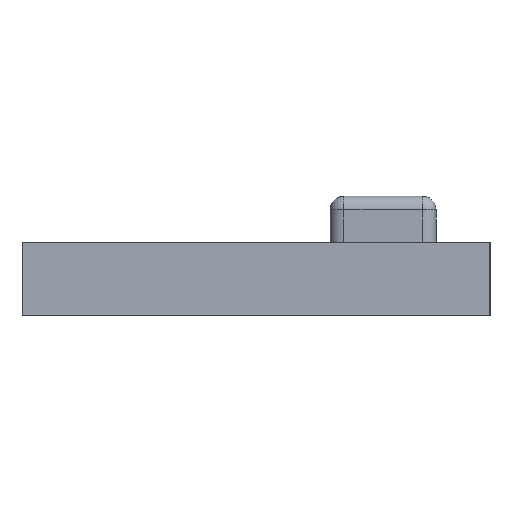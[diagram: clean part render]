
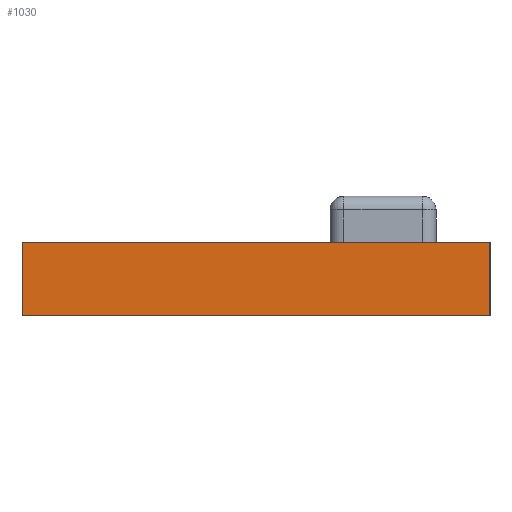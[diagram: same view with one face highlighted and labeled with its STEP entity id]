
A CAD part, left-side view. The second image highlights one B-rep face of the part: STEP entity #1030.
In plain terms, the highlighted planar face has unit normal (-1, 0, 0).
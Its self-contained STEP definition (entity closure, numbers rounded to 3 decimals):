
#32 = PLANE('',#33);
#33 = AXIS2_PLACEMENT_3D('',#34,#35,#36);
#34 = CARTESIAN_POINT('',(-1.25,1.3,1.6));
#35 = DIRECTION('',(0.,0.,1.));
#36 = DIRECTION('',(1.,0.,0.));
#261 = VERTEX_POINT('',#262);
#262 = CARTESIAN_POINT('',(-1.25,1.3,1.6));
#278 = PLANE('',#279);
#279 = AXIS2_PLACEMENT_3D('',#280,#281,#282);
#280 = CARTESIAN_POINT('',(-1.25,1.3,0.));
#281 = DIRECTION('',(0.,1.,0.));
#282 = DIRECTION('',(1.,0.,0.));
#290 = EDGE_CURVE('',#291,#261,#293,.T.);
#291 = VERTEX_POINT('',#292);
#292 = CARTESIAN_POINT('',(-1.25,-8.86,1.6));
#293 = SURFACE_CURVE('',#294,(#298,#305),.PCURVE_S1.);
#294 = LINE('',#295,#296);
#295 = CARTESIAN_POINT('',(-1.25,-8.86,1.6));
#296 = VECTOR('',#297,1.);
#297 = DIRECTION('',(0.,1.,0.));
#298 = PCURVE('',#32,#299);
#299 = DEFINITIONAL_REPRESENTATION('',(#300),#304);
#300 = LINE('',#301,#302);
#301 = CARTESIAN_POINT('',(0.,-10.16));
#302 = VECTOR('',#303,1.);
#303 = DIRECTION('',(0.,1.));
#304 = ( GEOMETRIC_REPRESENTATION_CONTEXT(2) 
PARAMETRIC_REPRESENTATION_CONTEXT() REPRESENTATION_CONTEXT('2D SPACE',''
  ) );
#305 = PCURVE('',#306,#311);
#306 = PLANE('',#307);
#307 = AXIS2_PLACEMENT_3D('',#308,#309,#310);
#308 = CARTESIAN_POINT('',(-1.25,-8.86,0.));
#309 = DIRECTION('',(-1.,0.,0.));
#310 = DIRECTION('',(0.,1.,0.));
#311 = DEFINITIONAL_REPRESENTATION('',(#312),#316);
#312 = LINE('',#313,#314);
#313 = CARTESIAN_POINT('',(0.,-1.6));
#314 = VECTOR('',#315,1.);
#315 = DIRECTION('',(1.,0.));
#316 = ( GEOMETRIC_REPRESENTATION_CONTEXT(2) 
PARAMETRIC_REPRESENTATION_CONTEXT() REPRESENTATION_CONTEXT('2D SPACE',''
  ) );
#334 = PLANE('',#335);
#335 = AXIS2_PLACEMENT_3D('',#336,#337,#338);
#336 = CARTESIAN_POINT('',(12.72,-8.86,0.));
#337 = DIRECTION('',(0.,-1.,0.));
#338 = DIRECTION('',(-1.,0.,0.));
#958 = EDGE_CURVE('',#959,#261,#961,.T.);
#959 = VERTEX_POINT('',#960);
#960 = CARTESIAN_POINT('',(-1.25,1.3,0.));
#961 = SURFACE_CURVE('',#962,(#966,#973),.PCURVE_S1.);
#962 = LINE('',#963,#964);
#963 = CARTESIAN_POINT('',(-1.25,1.3,0.));
#964 = VECTOR('',#965,1.);
#965 = DIRECTION('',(0.,0.,1.));
#966 = PCURVE('',#278,#967);
#967 = DEFINITIONAL_REPRESENTATION('',(#968),#972);
#968 = LINE('',#969,#970);
#969 = CARTESIAN_POINT('',(0.,0.));
#970 = VECTOR('',#971,1.);
#971 = DIRECTION('',(0.,-1.));
#972 = ( GEOMETRIC_REPRESENTATION_CONTEXT(2) 
PARAMETRIC_REPRESENTATION_CONTEXT() REPRESENTATION_CONTEXT('2D SPACE',''
  ) );
#973 = PCURVE('',#306,#974);
#974 = DEFINITIONAL_REPRESENTATION('',(#975),#979);
#975 = LINE('',#976,#977);
#976 = CARTESIAN_POINT('',(10.16,0.));
#977 = VECTOR('',#978,1.);
#978 = DIRECTION('',(0.,-1.));
#979 = ( GEOMETRIC_REPRESENTATION_CONTEXT(2) 
PARAMETRIC_REPRESENTATION_CONTEXT() REPRESENTATION_CONTEXT('2D SPACE',''
  ) );
#1019 = PLANE('',#1020);
#1020 = AXIS2_PLACEMENT_3D('',#1021,#1022,#1023);
#1021 = CARTESIAN_POINT('',(-1.25,1.3,0.));
#1022 = DIRECTION('',(0.,0.,1.));
#1023 = DIRECTION('',(1.,0.,0.));
#1030 = ADVANCED_FACE('',(#1031),#306,.T.);
#1031 = FACE_BOUND('',#1032,.T.);
#1032 = EDGE_LOOP('',(#1033,#1056,#1057,#1058));
#1033 = ORIENTED_EDGE('',*,*,#1034,.T.);
#1034 = EDGE_CURVE('',#1035,#291,#1037,.T.);
#1035 = VERTEX_POINT('',#1036);
#1036 = CARTESIAN_POINT('',(-1.25,-8.86,0.));
#1037 = SURFACE_CURVE('',#1038,(#1042,#1049),.PCURVE_S1.);
#1038 = LINE('',#1039,#1040);
#1039 = CARTESIAN_POINT('',(-1.25,-8.86,0.));
#1040 = VECTOR('',#1041,1.);
#1041 = DIRECTION('',(0.,0.,1.));
#1042 = PCURVE('',#306,#1043);
#1043 = DEFINITIONAL_REPRESENTATION('',(#1044),#1048);
#1044 = LINE('',#1045,#1046);
#1045 = CARTESIAN_POINT('',(0.,0.));
#1046 = VECTOR('',#1047,1.);
#1047 = DIRECTION('',(0.,-1.));
#1048 = ( GEOMETRIC_REPRESENTATION_CONTEXT(2) 
PARAMETRIC_REPRESENTATION_CONTEXT() REPRESENTATION_CONTEXT('2D SPACE',''
  ) );
#1049 = PCURVE('',#334,#1050);
#1050 = DEFINITIONAL_REPRESENTATION('',(#1051),#1055);
#1051 = LINE('',#1052,#1053);
#1052 = CARTESIAN_POINT('',(13.97,0.));
#1053 = VECTOR('',#1054,1.);
#1054 = DIRECTION('',(0.,-1.));
#1055 = ( GEOMETRIC_REPRESENTATION_CONTEXT(2) 
PARAMETRIC_REPRESENTATION_CONTEXT() REPRESENTATION_CONTEXT('2D SPACE',''
  ) );
#1056 = ORIENTED_EDGE('',*,*,#290,.T.);
#1057 = ORIENTED_EDGE('',*,*,#958,.F.);
#1058 = ORIENTED_EDGE('',*,*,#1059,.F.);
#1059 = EDGE_CURVE('',#1035,#959,#1060,.T.);
#1060 = SURFACE_CURVE('',#1061,(#1065,#1072),.PCURVE_S1.);
#1061 = LINE('',#1062,#1063);
#1062 = CARTESIAN_POINT('',(-1.25,-8.86,0.));
#1063 = VECTOR('',#1064,1.);
#1064 = DIRECTION('',(0.,1.,0.));
#1065 = PCURVE('',#306,#1066);
#1066 = DEFINITIONAL_REPRESENTATION('',(#1067),#1071);
#1067 = LINE('',#1068,#1069);
#1068 = CARTESIAN_POINT('',(0.,0.));
#1069 = VECTOR('',#1070,1.);
#1070 = DIRECTION('',(1.,0.));
#1071 = ( GEOMETRIC_REPRESENTATION_CONTEXT(2) 
PARAMETRIC_REPRESENTATION_CONTEXT() REPRESENTATION_CONTEXT('2D SPACE',''
  ) );
#1072 = PCURVE('',#1019,#1073);
#1073 = DEFINITIONAL_REPRESENTATION('',(#1074),#1078);
#1074 = LINE('',#1075,#1076);
#1075 = CARTESIAN_POINT('',(0.,-10.16));
#1076 = VECTOR('',#1077,1.);
#1077 = DIRECTION('',(0.,1.));
#1078 = ( GEOMETRIC_REPRESENTATION_CONTEXT(2) 
PARAMETRIC_REPRESENTATION_CONTEXT() REPRESENTATION_CONTEXT('2D SPACE',''
  ) );
